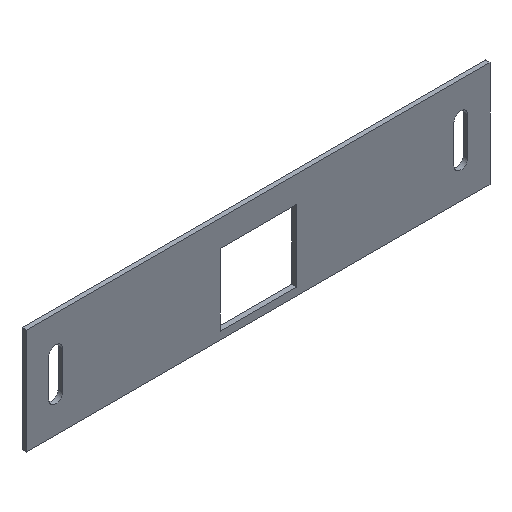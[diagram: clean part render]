
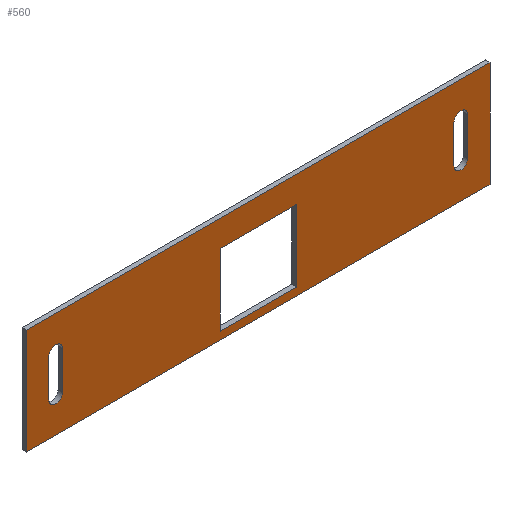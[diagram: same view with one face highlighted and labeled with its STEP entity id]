
A CAD part, isometric view. The second image highlights one B-rep face of the part: STEP entity #560.
In plain terms, the highlighted planar face has unit normal (0, -1, 0).
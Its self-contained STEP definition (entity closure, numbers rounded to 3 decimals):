
#1 = EDGE_CURVE ( 'NONE', #416, #113, #64, .T. ) ;
#9 = ORIENTED_EDGE ( 'NONE', *, *, #394, .T. ) ;
#12 = ORIENTED_EDGE ( 'NONE', *, *, #275, .T. ) ;
#14 = DIRECTION ( 'NONE',  ( 0., 1., 0. ) ) ;
#17 = DIRECTION ( 'NONE',  ( 0., 0., 1. ) ) ;
#30 = ORIENTED_EDGE ( 'NONE', *, *, #31, .T. ) ;
#31 = EDGE_CURVE ( 'NONE', #336, #297, #366, .T. ) ;
#32 = CARTESIAN_POINT ( 'NONE',  ( -20.735, 0., 1.669 ) ) ;
#34 = DIRECTION ( 'NONE',  ( 0., 0., 1. ) ) ;
#44 = EDGE_CURVE ( 'NONE', #352, #559, #553, .T. ) ;
#51 = FACE_BOUND ( 'NONE', #126, .T. ) ;
#52 = ORIENTED_EDGE ( 'NONE', *, *, #230, .T. ) ;
#56 = EDGE_CURVE ( 'NONE', #299, #219, #215, .T. ) ;
#61 = CARTESIAN_POINT ( 'NONE',  ( 66.684, 0., 1.669 ) ) ;
#64 = CIRCLE ( 'NONE', #206, 1.498 ) ;
#66 = LINE ( 'NONE', #105, #491 ) ;
#67 = ORIENTED_EDGE ( 'NONE', *, *, #522, .F. ) ;
#73 = EDGE_CURVE ( 'NONE', #499, #203, #296, .T. ) ;
#79 = CARTESIAN_POINT ( 'NONE',  ( -23.732, 0., 0. ) ) ;
#83 = CARTESIAN_POINT ( 'NONE',  ( -28.524, 0., -13.743 ) ) ;
#88 = EDGE_CURVE ( 'NONE', #460, #640, #328, .T. ) ;
#90 = PLANE ( 'NONE',  #440 ) ;
#94 = EDGE_CURVE ( 'NONE', #219, #567, #162, .T. ) ;
#97 = CARTESIAN_POINT ( 'NONE',  ( -22.233, 0., -6.382 ) ) ;
#98 = LINE ( 'NONE', #185, #476 ) ;
#105 = CARTESIAN_POINT ( 'NONE',  ( 66.684, 0., 0. ) ) ;
#113 = VERTEX_POINT ( 'NONE', #524 ) ;
#117 = DIRECTION ( 'NONE',  ( 0., 1., 0. ) ) ;
#125 = CARTESIAN_POINT ( 'NONE',  ( 13.226, 0., -12.026 ) ) ;
#126 = EDGE_LOOP ( 'NONE', ( #263, #289, #232, #447, #441 ) ) ;
#136 = DIRECTION ( 'NONE',  ( -1., 0., 0. ) ) ;
#139 = AXIS2_PLACEMENT_3D ( 'NONE', #153, #204, #576 ) ;
#149 = LINE ( 'NONE', #79, #652 ) ;
#153 = CARTESIAN_POINT ( 'NONE',  ( 65.186, 0., -6.382 ) ) ;
#161 = EDGE_CURVE ( 'NONE', #203, #533, #531, .T. ) ;
#162 = CIRCLE ( 'NONE', #415, 1.498 ) ;
#167 = DIRECTION ( 'NONE',  ( 1., 0., 0. ) ) ;
#181 = CARTESIAN_POINT ( 'NONE',  ( 66.684, 0., -6.382 ) ) ;
#185 = CARTESIAN_POINT ( 'NONE',  ( 71.476, 0., -13.743 ) ) ;
#186 = CARTESIAN_POINT ( 'NONE',  ( -20.735, 0., 0. ) ) ;
#188 = VECTOR ( 'NONE', #561, 1000. ) ;
#202 = LINE ( 'NONE', #572, #551 ) ;
#203 = VERTEX_POINT ( 'NONE', #213 ) ;
#204 = DIRECTION ( 'NONE',  ( 0., 1., 0. ) ) ;
#206 = AXIS2_PLACEMENT_3D ( 'NONE', #356, #14, #644 ) ;
#213 = CARTESIAN_POINT ( 'NONE',  ( -28.524, 0., 9.03 ) ) ;
#215 = CIRCLE ( 'NONE', #309, 1.498 ) ;
#219 = VERTEX_POINT ( 'NONE', #443 ) ;
#229 = AXIS2_PLACEMENT_3D ( 'NONE', #653, #117, #284 ) ;
#230 = EDGE_CURVE ( 'NONE', #455, #336, #639, .T. ) ;
#232 = ORIENTED_EDGE ( 'NONE', *, *, #94, .T. ) ;
#239 = CARTESIAN_POINT ( 'NONE',  ( 63.688, 0., 0. ) ) ;
#243 = ORIENTED_EDGE ( 'NONE', *, *, #385, .F. ) ;
#247 = EDGE_CURVE ( 'NONE', #316, #460, #66, .T. ) ;
#251 = VECTOR ( 'NONE', #167, 1000. ) ;
#256 = VECTOR ( 'NONE', #136, 1000. ) ;
#257 = CARTESIAN_POINT ( 'NONE',  ( 0., 0., 0. ) ) ;
#259 = ORIENTED_EDGE ( 'NONE', *, *, #88, .T. ) ;
#262 = DIRECTION ( 'NONE',  ( 0., 1., 0. ) ) ;
#263 = ORIENTED_EDGE ( 'NONE', *, *, #445, .T. ) ;
#265 = CARTESIAN_POINT ( 'NONE',  ( -22.233, 0., 1.669 ) ) ;
#275 = EDGE_CURVE ( 'NONE', #113, #316, #459, .T. ) ;
#278 = CARTESIAN_POINT ( 'NONE',  ( -28.524, 0., 9.03 ) ) ;
#281 = CARTESIAN_POINT ( 'NONE',  ( 29.722, 0., -12.026 ) ) ;
#284 = DIRECTION ( 'NONE',  ( 0., 0., 1. ) ) ;
#289 = ORIENTED_EDGE ( 'NONE', *, *, #56, .T. ) ;
#294 = DIRECTION ( 'NONE',  ( 0., 0., 1. ) ) ;
#296 = LINE ( 'NONE', #83, #438 ) ;
#297 = VERTEX_POINT ( 'NONE', #281 ) ;
#299 = VERTEX_POINT ( 'NONE', #547 ) ;
#305 = VECTOR ( 'NONE', #676, 1000. ) ;
#309 = AXIS2_PLACEMENT_3D ( 'NONE', #265, #322, #580 ) ;
#316 = VERTEX_POINT ( 'NONE', #61 ) ;
#317 = CARTESIAN_POINT ( 'NONE',  ( -28.524, 0., -13.743 ) ) ;
#318 = DIRECTION ( 'NONE',  ( 0., 1., 0. ) ) ;
#322 = DIRECTION ( 'NONE',  ( 0., 1., 0. ) ) ;
#327 = CARTESIAN_POINT ( 'NONE',  ( 13.226, 0., 3.423 ) ) ;
#328 = CIRCLE ( 'NONE', #139, 1.498 ) ;
#332 = ORIENTED_EDGE ( 'NONE', *, *, #1, .T. ) ;
#335 = FACE_BOUND ( 'NONE', #368, .T. ) ;
#336 = VERTEX_POINT ( 'NONE', #647 ) ;
#342 = VECTOR ( 'NONE', #358, 1000. ) ;
#350 = EDGE_CURVE ( 'NONE', #567, #352, #411, .T. ) ;
#352 = VERTEX_POINT ( 'NONE', #457 ) ;
#356 = CARTESIAN_POINT ( 'NONE',  ( 65.186, 0., 1.669 ) ) ;
#358 = DIRECTION ( 'NONE',  ( 0., 0., 1. ) ) ;
#360 = VERTEX_POINT ( 'NONE', #608 ) ;
#365 = CARTESIAN_POINT ( 'NONE',  ( -23.732, 0., -6.382 ) ) ;
#366 = LINE ( 'NONE', #571, #305 ) ;
#368 = EDGE_LOOP ( 'NONE', ( #9, #332, #12, #557, #259 ) ) ;
#369 = AXIS2_PLACEMENT_3D ( 'NONE', #97, #318, #34 ) ;
#385 = EDGE_CURVE ( 'NONE', #533, #697, #98, .T. ) ;
#387 = DIRECTION ( 'NONE',  ( 1., 0., 0. ) ) ;
#390 = EDGE_LOOP ( 'NONE', ( #454, #67, #243, #433 ) ) ;
#394 = EDGE_CURVE ( 'NONE', #640, #416, #598, .T. ) ;
#404 = EDGE_CURVE ( 'NONE', #360, #455, #637, .T. ) ;
#408 = CARTESIAN_POINT ( 'NONE',  ( 13.226, 0., 3.423 ) ) ;
#411 = LINE ( 'NONE', #186, #188 ) ;
#415 = AXIS2_PLACEMENT_3D ( 'NONE', #425, #262, #477 ) ;
#416 = VERTEX_POINT ( 'NONE', #558 ) ;
#421 = DIRECTION ( 'NONE',  ( 0., 1., 0. ) ) ;
#425 = CARTESIAN_POINT ( 'NONE',  ( -22.233, 0., 1.669 ) ) ;
#427 = CARTESIAN_POINT ( 'NONE',  ( 71.476, 0., -13.743 ) ) ;
#433 = ORIENTED_EDGE ( 'NONE', *, *, #161, .F. ) ;
#438 = VECTOR ( 'NONE', #629, 1000. ) ;
#440 = AXIS2_PLACEMENT_3D ( 'NONE', #257, #421, #516 ) ;
#441 = ORIENTED_EDGE ( 'NONE', *, *, #44, .T. ) ;
#443 = CARTESIAN_POINT ( 'NONE',  ( -22.233, 0., 3.167 ) ) ;
#445 = EDGE_CURVE ( 'NONE', #559, #299, #149, .T. ) ;
#447 = ORIENTED_EDGE ( 'NONE', *, *, #350, .T. ) ;
#454 = ORIENTED_EDGE ( 'NONE', *, *, #73, .F. ) ;
#455 = VERTEX_POINT ( 'NONE', #408 ) ;
#457 = CARTESIAN_POINT ( 'NONE',  ( -20.735, 0., -6.382 ) ) ;
#459 = CIRCLE ( 'NONE', #229, 1.498 ) ;
#460 = VERTEX_POINT ( 'NONE', #181 ) ;
#476 = VECTOR ( 'NONE', #512, 1000. ) ;
#477 = DIRECTION ( 'NONE',  ( 0., 0., 1. ) ) ;
#491 = VECTOR ( 'NONE', #595, 1000. ) ;
#499 = VERTEX_POINT ( 'NONE', #521 ) ;
#508 = EDGE_CURVE ( 'NONE', #297, #360, #202, .T. ) ;
#511 = FACE_BOUND ( 'NONE', #672, .T. ) ;
#512 = DIRECTION ( 'NONE',  ( 0., 0., -1. ) ) ;
#516 = DIRECTION ( 'NONE',  ( 0., 0., 1. ) ) ;
#521 = CARTESIAN_POINT ( 'NONE',  ( -28.524, 0., -13.743 ) ) ;
#522 = EDGE_CURVE ( 'NONE', #697, #499, #610, .T. ) ;
#524 = CARTESIAN_POINT ( 'NONE',  ( 65.186, 0., 3.167 ) ) ;
#531 = LINE ( 'NONE', #278, #251 ) ;
#533 = VERTEX_POINT ( 'NONE', #575 ) ;
#547 = CARTESIAN_POINT ( 'NONE',  ( -23.732, 0., 1.669 ) ) ;
#551 = VECTOR ( 'NONE', #573, 1000. ) ;
#553 = CIRCLE ( 'NONE', #369, 1.498 ) ;
#557 = ORIENTED_EDGE ( 'NONE', *, *, #247, .T. ) ;
#558 = CARTESIAN_POINT ( 'NONE',  ( 63.688, 0., 1.669 ) ) ;
#559 = VERTEX_POINT ( 'NONE', #365 ) ;
#560 = ADVANCED_FACE ( 'NONE', ( #51, #335, #649, #511 ), #90, .F. ) ;
#561 = DIRECTION ( 'NONE',  ( 0., 0., -1. ) ) ;
#567 = VERTEX_POINT ( 'NONE', #32 ) ;
#569 = CARTESIAN_POINT ( 'NONE',  ( 63.688, 0., -6.382 ) ) ;
#571 = CARTESIAN_POINT ( 'NONE',  ( 29.722, 0., -12.026 ) ) ;
#572 = CARTESIAN_POINT ( 'NONE',  ( 13.226, 0., -12.026 ) ) ;
#573 = DIRECTION ( 'NONE',  ( -1., 0., 0. ) ) ;
#575 = CARTESIAN_POINT ( 'NONE',  ( 71.476, 0., 9.03 ) ) ;
#576 = DIRECTION ( 'NONE',  ( 0., 0., 1. ) ) ;
#580 = DIRECTION ( 'NONE',  ( 0., 0., 1. ) ) ;
#590 = VECTOR ( 'NONE', #294, 1000. ) ;
#595 = DIRECTION ( 'NONE',  ( 0., 0., -1. ) ) ;
#598 = LINE ( 'NONE', #239, #590 ) ;
#601 = ORIENTED_EDGE ( 'NONE', *, *, #508, .T. ) ;
#608 = CARTESIAN_POINT ( 'NONE',  ( 13.226, 0., -12.026 ) ) ;
#610 = LINE ( 'NONE', #317, #256 ) ;
#629 = DIRECTION ( 'NONE',  ( 0., 0., 1. ) ) ;
#637 = LINE ( 'NONE', #125, #342 ) ;
#639 = LINE ( 'NONE', #327, #671 ) ;
#640 = VERTEX_POINT ( 'NONE', #569 ) ;
#644 = DIRECTION ( 'NONE',  ( 0., 0., 1. ) ) ;
#647 = CARTESIAN_POINT ( 'NONE',  ( 29.722, 0., 3.423 ) ) ;
#649 = FACE_OUTER_BOUND ( 'NONE', #390, .T. ) ;
#652 = VECTOR ( 'NONE', #17, 1000. ) ;
#653 = CARTESIAN_POINT ( 'NONE',  ( 65.186, 0., 1.669 ) ) ;
#671 = VECTOR ( 'NONE', #387, 1000. ) ;
#672 = EDGE_LOOP ( 'NONE', ( #692, #52, #30, #601 ) ) ;
#676 = DIRECTION ( 'NONE',  ( 0., 0., -1. ) ) ;
#692 = ORIENTED_EDGE ( 'NONE', *, *, #404, .T. ) ;
#697 = VERTEX_POINT ( 'NONE', #427 ) ;
